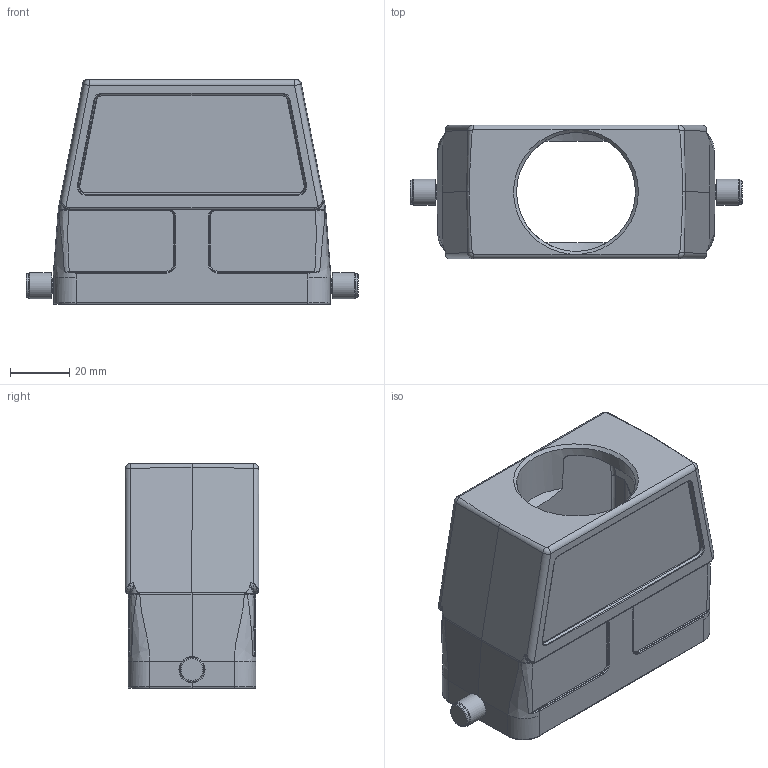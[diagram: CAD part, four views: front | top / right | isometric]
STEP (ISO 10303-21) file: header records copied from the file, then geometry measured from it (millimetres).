
FILE_DESCRIPTION(/* description */ (''),/* implementation_level */ '2;1');
FILE_NAME(/* name */ '100095361ugm000_c.stp',/* time_stamp */ '2017-10-27T12:15:06+02:00',/* author */ (''),/* organization */ (''),/* preprocessor_version */ 'ST-DEVELOPER v16',/* originating_system */ 'SIEMENS PLM Software NX 10.0',/* authorisation */ '');
FILE_SCHEMA (('AUTOMOTIVE_DESIGN { 1 0 10303 214 3 1 1 1 }'));
Length unit declared in the file: millimetre
Products named in the file (1): 100095361ugm000_c
Bounding box: 111.7 x 45 x 75.6 mm (x, y, z)
Volume: 77877.2 mm3; surface area: 41595.9 mm2
Topology: 1 solids, 3 shells, 575 faces, 1757 edges, 1531 vertices
Faces by surface type: plane 182, cylinder 141, bspline 135, cone 58, torus 53, sphere 6
Full cylindrical faces by diameter (mm): 2 x2, 3 x4, 4 x2, 8 x2, 8.8 x2, 40 x1
Entity records: 27007 total; most frequent: CARTESIAN_POINT 8469, ORIENTED_EDGE 2660, DIRECTION 2536, EDGE_CURVE 1330, AXIS2_PLACEMENT_3D 942, PRESENTATION_STYLE_ASSIGNMENT 925, VERTEX_POINT 833, LINE 652
